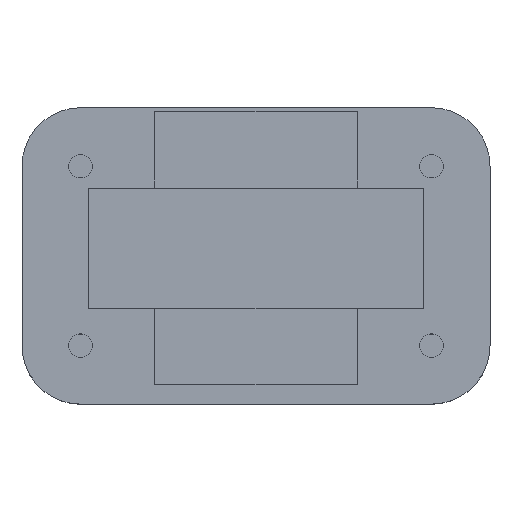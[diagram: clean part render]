
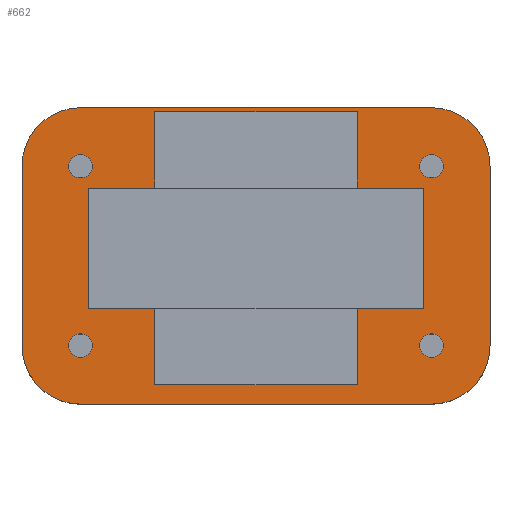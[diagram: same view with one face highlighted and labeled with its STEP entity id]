
A CAD part, top view. The second image highlights one B-rep face of the part: STEP entity #662.
In plain terms, the highlighted planar face has unit normal (0, 0, 1).
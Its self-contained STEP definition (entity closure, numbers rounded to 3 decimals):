
#160=CARTESIAN_POINT('',(30.,-12.5,13.));
#161=VERTEX_POINT('',#160);
#176=CARTESIAN_POINT('',(30.,10.5,13.));
#177=VERTEX_POINT('',#176);
#184=CARTESIAN_POINT('',(30.,-75.,13.));
#185=DIRECTION('',(0.,-1.,0.));
#186=VECTOR('',#185,230.);
#187=LINE('',#184,#186);
#188=EDGE_CURVE('',#177,#161,#187,.T.);
#206=CARTESIAN_POINT('',(21.5,-7.7,13.));
#207=VERTEX_POINT('',#206);
#214=CARTESIAN_POINT('',(21.5,7.7,13.));
#215=VERTEX_POINT('',#214);
#216=CARTESIAN_POINT('',(21.5,-7.7,13.));
#217=DIRECTION('',(0.,1.,0.));
#218=VECTOR('',#217,154.);
#219=LINE('',#216,#218);
#220=EDGE_CURVE('',#207,#215,#219,.T.);
#254=CARTESIAN_POINT('',(21.,10.5,13.));
#255=VERTEX_POINT('',#254);
#279=CARTESIAN_POINT('',(24.,10.5,13.));
#280=VERTEX_POINT('',#279);
#281=CARTESIAN_POINT('',(22.5,10.5,13.));
#282=DIRECTION('',(0.,0.,-1.));
#283=DIRECTION('',(1.,0.,0.));
#284=AXIS2_PLACEMENT_3D('',#281,#282,#283);
#285=CIRCLE('',#284,1.5);
#286=EDGE_CURVE('',#280,#255,#285,.T.);
#288=CARTESIAN_POINT('',(22.5,10.5,13.));
#289=DIRECTION('',(0.,0.,-1.));
#290=DIRECTION('',(1.,0.,0.));
#291=AXIS2_PLACEMENT_3D('',#288,#289,#290);
#292=CIRCLE('',#291,1.5);
#293=EDGE_CURVE('',#255,#280,#292,.T.);
#315=CARTESIAN_POINT('',(-24.,-12.5,13.));
#316=VERTEX_POINT('',#315);
#340=CARTESIAN_POINT('',(-21.,-12.5,13.));
#341=VERTEX_POINT('',#340);
#342=CARTESIAN_POINT('',(-22.5,-12.5,13.));
#343=DIRECTION('',(0.,0.,-1.));
#344=DIRECTION('',(1.,0.,0.));
#345=AXIS2_PLACEMENT_3D('',#342,#343,#344);
#346=CIRCLE('',#345,1.5);
#347=EDGE_CURVE('',#341,#316,#346,.T.);
#349=CARTESIAN_POINT('',(-22.5,-12.5,13.));
#350=DIRECTION('',(0.,0.,-1.));
#351=DIRECTION('',(1.,0.,0.));
#352=AXIS2_PLACEMENT_3D('',#349,#350,#351);
#353=CIRCLE('',#352,1.5);
#354=EDGE_CURVE('',#316,#341,#353,.T.);
#376=CARTESIAN_POINT('',(21.,-12.5,13.));
#377=VERTEX_POINT('',#376);
#401=CARTESIAN_POINT('',(24.,-12.5,13.));
#402=VERTEX_POINT('',#401);
#403=CARTESIAN_POINT('',(22.5,-12.5,13.));
#404=DIRECTION('',(0.,0.,-1.));
#405=DIRECTION('',(1.,0.,0.));
#406=AXIS2_PLACEMENT_3D('',#403,#404,#405);
#407=CIRCLE('',#406,1.5);
#408=EDGE_CURVE('',#402,#377,#407,.T.);
#410=CARTESIAN_POINT('',(22.5,-12.5,13.));
#411=DIRECTION('',(0.,0.,-1.));
#412=DIRECTION('',(1.,0.,0.));
#413=AXIS2_PLACEMENT_3D('',#410,#411,#412);
#414=CIRCLE('',#413,1.5);
#415=EDGE_CURVE('',#377,#402,#414,.T.);
#437=CARTESIAN_POINT('',(-24.,10.5,13.));
#438=VERTEX_POINT('',#437);
#462=CARTESIAN_POINT('',(-21.,10.5,13.));
#463=VERTEX_POINT('',#462);
#464=CARTESIAN_POINT('',(-22.5,10.5,13.));
#465=DIRECTION('',(0.,0.,-1.));
#466=DIRECTION('',(1.,0.,0.));
#467=AXIS2_PLACEMENT_3D('',#464,#465,#466);
#468=CIRCLE('',#467,1.5);
#469=EDGE_CURVE('',#463,#438,#468,.T.);
#471=CARTESIAN_POINT('',(-22.5,10.5,13.));
#472=DIRECTION('',(0.,0.,-1.));
#473=DIRECTION('',(1.,0.,0.));
#474=AXIS2_PLACEMENT_3D('',#471,#472,#473);
#475=CIRCLE('',#474,1.5);
#476=EDGE_CURVE('',#438,#463,#475,.T.);
#491=CARTESIAN_POINT('',(0.,0.,13.));
#492=DIRECTION('',(0.,0.,1.));
#493=DIRECTION('',(1.,0.,0.));
#494=AXIS2_PLACEMENT_3D('',#491,#492,#493);
#495=PLANE('',#494);
#496=CARTESIAN_POINT('',(-22.5,-20.,13.));
#497=VERTEX_POINT('',#496);
#498=CARTESIAN_POINT('',(-30.,-12.5,13.));
#499=VERTEX_POINT('',#498);
#500=CARTESIAN_POINT('',(-22.5,-12.5,13.));
#501=DIRECTION('',(-0.,0.,-1.));
#502=DIRECTION('',(-0.707,-0.707,0.));
#503=AXIS2_PLACEMENT_3D('',#500,#501,#502);
#504=CIRCLE('',#503,7.5);
#505=EDGE_CURVE('',#497,#499,#504,.T.);
#506=ORIENTED_EDGE('',*,*,#505,.F.);
#507=CARTESIAN_POINT('',(22.5,-20.,13.));
#508=VERTEX_POINT('',#507);
#509=CARTESIAN_POINT('',(-45.,-20.,13.));
#510=DIRECTION('',(-1.,0.,0.));
#511=VECTOR('',#510,450.);
#512=LINE('',#509,#511);
#513=EDGE_CURVE('',#508,#497,#512,.T.);
#514=ORIENTED_EDGE('',*,*,#513,.F.);
#515=CARTESIAN_POINT('',(22.5,-12.5,13.));
#516=DIRECTION('',(0.,0.,-1.));
#517=DIRECTION('',(0.707,-0.707,0.));
#518=AXIS2_PLACEMENT_3D('',#515,#516,#517);
#519=CIRCLE('',#518,7.5);
#520=EDGE_CURVE('',#161,#508,#519,.T.);
#521=ORIENTED_EDGE('',*,*,#520,.F.);
#522=ORIENTED_EDGE('',*,*,#188,.F.);
#523=CARTESIAN_POINT('',(22.5,18.,13.));
#524=VERTEX_POINT('',#523);
#525=CARTESIAN_POINT('',(22.5,10.5,13.));
#526=DIRECTION('',(0.,0.,-1.));
#527=DIRECTION('',(0.707,0.707,0.));
#528=AXIS2_PLACEMENT_3D('',#525,#526,#527);
#529=CIRCLE('',#528,7.5);
#530=EDGE_CURVE('',#524,#177,#529,.T.);
#531=ORIENTED_EDGE('',*,*,#530,.F.);
#532=CARTESIAN_POINT('',(-22.5,18.,13.));
#533=VERTEX_POINT('',#532);
#534=CARTESIAN_POINT('',(45.,18.,13.));
#535=DIRECTION('',(1.,0.,-0.));
#536=VECTOR('',#535,450.);
#537=LINE('',#534,#536);
#538=EDGE_CURVE('',#533,#524,#537,.T.);
#539=ORIENTED_EDGE('',*,*,#538,.F.);
#540=CARTESIAN_POINT('',(-30.,10.5,13.));
#541=VERTEX_POINT('',#540);
#542=CARTESIAN_POINT('',(-22.5,10.5,13.));
#543=DIRECTION('',(0.,0.,-1.));
#544=DIRECTION('',(-0.707,0.707,0.));
#545=AXIS2_PLACEMENT_3D('',#542,#543,#544);
#546=CIRCLE('',#545,7.5);
#547=EDGE_CURVE('',#541,#533,#546,.T.);
#548=ORIENTED_EDGE('',*,*,#547,.F.);
#549=CARTESIAN_POINT('',(-30.,55.,13.));
#550=DIRECTION('',(0.,1.,0.));
#551=VECTOR('',#550,230.);
#552=LINE('',#549,#551);
#553=EDGE_CURVE('',#499,#541,#552,.T.);
#554=ORIENTED_EDGE('',*,*,#553,.F.);
#555=EDGE_LOOP('',(#506,#514,#521,#522,#531,#539,#548,#554));
#556=FACE_BOUND('',#555,.T.);
#557=CARTESIAN_POINT('',(13.,-17.5,13.));
#558=VERTEX_POINT('',#557);
#559=CARTESIAN_POINT('',(13.,-7.7,13.));
#560=VERTEX_POINT('',#559);
#561=CARTESIAN_POINT('',(13.,-17.5,13.));
#562=DIRECTION('',(0.,1.,0.));
#563=VECTOR('',#562,98.);
#564=LINE('',#561,#563);
#565=EDGE_CURVE('',#558,#560,#564,.T.);
#566=ORIENTED_EDGE('',*,*,#565,.F.);
#567=CARTESIAN_POINT('',(-13.,-17.5,13.));
#568=VERTEX_POINT('',#567);
#569=CARTESIAN_POINT('',(-13.,-17.5,13.));
#570=DIRECTION('',(1.,0.,-0.));
#571=VECTOR('',#570,260.);
#572=LINE('',#569,#571);
#573=EDGE_CURVE('',#568,#558,#572,.T.);
#574=ORIENTED_EDGE('',*,*,#573,.F.);
#575=CARTESIAN_POINT('',(-13.,-7.7,13.));
#576=VERTEX_POINT('',#575);
#577=CARTESIAN_POINT('',(-13.,-7.7,13.));
#578=DIRECTION('',(0.,-1.,0.));
#579=VECTOR('',#578,98.);
#580=LINE('',#577,#579);
#581=EDGE_CURVE('',#576,#568,#580,.T.);
#582=ORIENTED_EDGE('',*,*,#581,.F.);
#583=CARTESIAN_POINT('',(-21.5,-7.7,13.));
#584=VERTEX_POINT('',#583);
#585=CARTESIAN_POINT('',(-21.5,-7.7,13.));
#586=DIRECTION('',(1.,0.,0.));
#587=VECTOR('',#586,85.);
#588=LINE('',#585,#587);
#589=EDGE_CURVE('',#584,#576,#588,.T.);
#590=ORIENTED_EDGE('',*,*,#589,.F.);
#591=CARTESIAN_POINT('',(-21.5,7.7,13.));
#592=VERTEX_POINT('',#591);
#593=CARTESIAN_POINT('',(-21.5,7.7,13.));
#594=DIRECTION('',(0.,-1.,0.));
#595=VECTOR('',#594,154.);
#596=LINE('',#593,#595);
#597=EDGE_CURVE('',#592,#584,#596,.T.);
#598=ORIENTED_EDGE('',*,*,#597,.F.);
#599=CARTESIAN_POINT('',(-13.,7.7,13.));
#600=VERTEX_POINT('',#599);
#601=CARTESIAN_POINT('',(-13.,7.7,13.));
#602=DIRECTION('',(-1.,0.,0.));
#603=VECTOR('',#602,85.);
#604=LINE('',#601,#603);
#605=EDGE_CURVE('',#600,#592,#604,.T.);
#606=ORIENTED_EDGE('',*,*,#605,.F.);
#607=CARTESIAN_POINT('',(-13.,17.5,13.));
#608=VERTEX_POINT('',#607);
#609=CARTESIAN_POINT('',(-13.,17.5,13.));
#610=DIRECTION('',(0.,-1.,0.));
#611=VECTOR('',#610,98.);
#612=LINE('',#609,#611);
#613=EDGE_CURVE('',#608,#600,#612,.T.);
#614=ORIENTED_EDGE('',*,*,#613,.F.);
#615=CARTESIAN_POINT('',(13.,17.5,13.));
#616=VERTEX_POINT('',#615);
#617=CARTESIAN_POINT('',(13.,17.5,13.));
#618=DIRECTION('',(-1.,0.,0.));
#619=VECTOR('',#618,260.);
#620=LINE('',#617,#619);
#621=EDGE_CURVE('',#616,#608,#620,.T.);
#622=ORIENTED_EDGE('',*,*,#621,.F.);
#623=CARTESIAN_POINT('',(13.,7.7,13.));
#624=VERTEX_POINT('',#623);
#625=CARTESIAN_POINT('',(13.,7.7,13.));
#626=DIRECTION('',(0.,1.,0.));
#627=VECTOR('',#626,98.);
#628=LINE('',#625,#627);
#629=EDGE_CURVE('',#624,#616,#628,.T.);
#630=ORIENTED_EDGE('',*,*,#629,.F.);
#631=CARTESIAN_POINT('',(21.5,7.7,13.));
#632=DIRECTION('',(-1.,0.,0.));
#633=VECTOR('',#632,85.);
#634=LINE('',#631,#633);
#635=EDGE_CURVE('',#215,#624,#634,.T.);
#636=ORIENTED_EDGE('',*,*,#635,.F.);
#637=ORIENTED_EDGE('',*,*,#220,.F.);
#638=CARTESIAN_POINT('',(13.,-7.7,13.));
#639=DIRECTION('',(1.,-0.,0.));
#640=VECTOR('',#639,85.);
#641=LINE('',#638,#640);
#642=EDGE_CURVE('',#560,#207,#641,.T.);
#643=ORIENTED_EDGE('',*,*,#642,.F.);
#644=EDGE_LOOP('',(#566,#574,#582,#590,#598,#606,#614,#622,#630,#636,#637,#643));
#645=FACE_BOUND('',#644,.T.);
#646=ORIENTED_EDGE('',*,*,#469,.T.);
#647=ORIENTED_EDGE('',*,*,#476,.T.);
#648=EDGE_LOOP('',(#646,#647));
#649=FACE_BOUND('',#648,.T.);
#650=ORIENTED_EDGE('',*,*,#408,.T.);
#651=ORIENTED_EDGE('',*,*,#415,.T.);
#652=EDGE_LOOP('',(#650,#651));
#653=FACE_BOUND('',#652,.T.);
#654=ORIENTED_EDGE('',*,*,#347,.T.);
#655=ORIENTED_EDGE('',*,*,#354,.T.);
#656=EDGE_LOOP('',(#654,#655));
#657=FACE_BOUND('',#656,.T.);
#658=ORIENTED_EDGE('',*,*,#286,.T.);
#659=ORIENTED_EDGE('',*,*,#293,.T.);
#660=EDGE_LOOP('',(#658,#659));
#661=FACE_BOUND('',#660,.T.);
#662=ADVANCED_FACE('',(#556,#645,#649,#653,#657,#661),#495,.T.);
